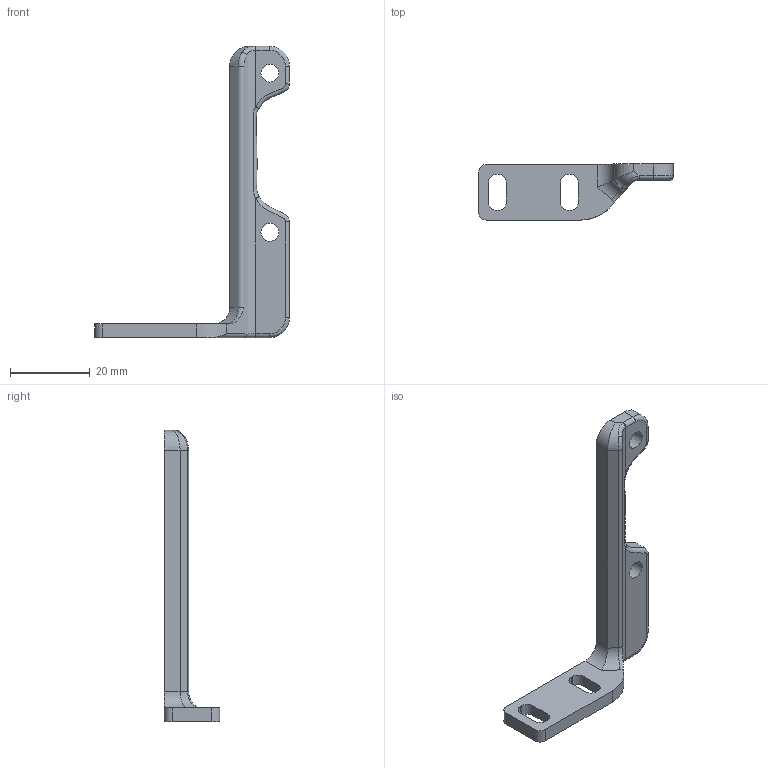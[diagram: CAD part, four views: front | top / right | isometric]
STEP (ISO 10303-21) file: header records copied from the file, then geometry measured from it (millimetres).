
FILE_DESCRIPTION(/* description */ (''),/* implementation_level */ '2;1');
FILE_NAME(/* name */ 'DiiCoolerBracketBody v1.step',/* time_stamp */ '2019-03-15T15:29:38-06:00',/* author */ ('jason.znack'),/* organization */ (''),/* preprocessor_version */ 'ST-DEVELOPER v17.2',/* originating_system */ 'Autodesk Translation Framework v7.6.0.251',/* authorisation */ '');
FILE_SCHEMA (('AUTOMOTIVE_DESIGN { 1 0 10303 214 3 1 1 }'));
Length unit declared in the file: millimetre
Products named in the file (1): DiiCoolerBracketBody
Bounding box: 48.99 x 14 x 73.2 mm (x, y, z)
Volume: 5174.5 mm3; surface area: 3781.4 mm2
Topology: 1 solids, 1 shells, 76 faces, 199 edges, 127 vertices
Faces by surface type: cylinder 34, plane 31, torus 6, bspline 5
Full cylindrical faces by diameter (mm): 4.5 x2
Entity records: 3162 total; most frequent: CARTESIAN_POINT 1219, DIRECTION 403, ORIENTED_EDGE 398, EDGE_CURVE 199, AXIS2_PLACEMENT_3D 145, VERTEX_POINT 127, LINE 113, VECTOR 113
